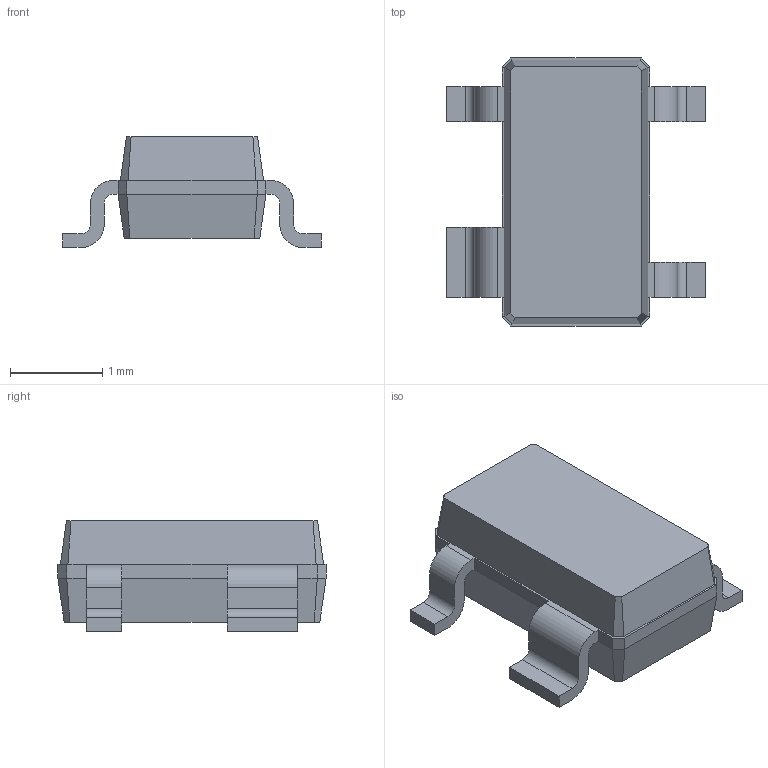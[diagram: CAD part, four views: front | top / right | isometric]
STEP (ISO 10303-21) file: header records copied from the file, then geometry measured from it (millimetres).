
FILE_DESCRIPTION(/* description */ ('model of SOT-143R'),/* implementation_level */ '2;1');
FILE_NAME(/* name */ 'SOT-143R.step',/* time_stamp */ '2017-03-24T14:00:02',/* author */ ('kicad StepUp','ksu'),/* organization */ ('FreeCAD'),/* preprocessor_version */ 'OCC',/* originating_system */ 'kicad StepUp',/* authorisation */ '');
FILE_SCHEMA(('AUTOMOTIVE_DESIGN_CC2 { 1 2 10303 214 -1 1 5 4 }'));
Length unit declared in the file: millimetre
Products named in the file (1): SOT-143R
Bounding box: 2.8 x 2.9 x 1.2 mm (x, y, z)
Volume: 5 mm3; surface area: 22.7 mm2
Topology: 1 solids, 1 shells, 94 faces, 246 edges, 154 vertices
Faces by surface type: plane 50, bspline 28, cylinder 16
Entity records: 3461 total; most frequent: CARTESIAN_POINT 611, ORIENTED_EDGE 492, DIRECTION 380, EDGE_CURVE 246, LINE 182, VECTOR 182, VERTEX_POINT 154, AXIS2_PLACEMENT_3D 99
